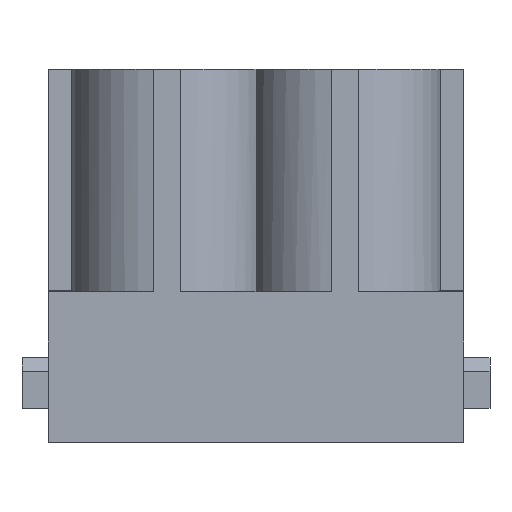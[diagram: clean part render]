
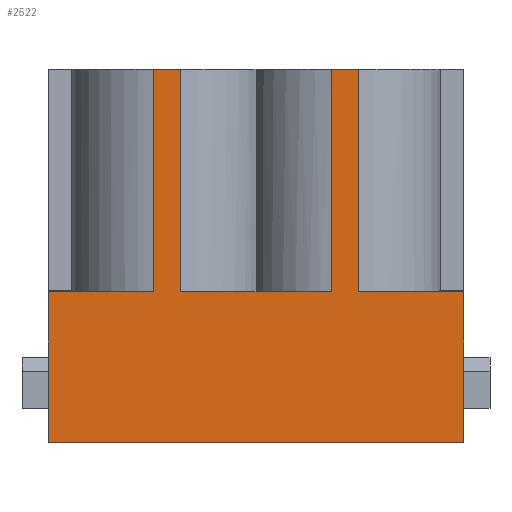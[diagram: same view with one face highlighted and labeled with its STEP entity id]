
A CAD part, left-side view. The second image highlights one B-rep face of the part: STEP entity #2522.
In plain terms, the highlighted planar face has unit normal (-1, 0, 0).
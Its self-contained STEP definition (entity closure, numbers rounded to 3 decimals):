
#491=CARTESIAN_POINT('',(0.,32.2,0.));
#492=VERTEX_POINT('',#491);
#499=CARTESIAN_POINT('',(0.,32.2,11.));
#500=VERTEX_POINT('',#499);
#501=CARTESIAN_POINT('',(0.,32.2,0.));
#502=DIRECTION('',(-0.,0.,1.));
#503=VECTOR('',#502,11.);
#504=LINE('',#501,#503);
#505=EDGE_CURVE('',#492,#500,#504,.T.);
#890=CARTESIAN_POINT('',(-0.,1.9,11.));
#891=VERTEX_POINT('',#890);
#892=CARTESIAN_POINT('',(-0.,1.9,0.));
#893=VERTEX_POINT('',#892);
#894=CARTESIAN_POINT('',(-0.,1.9,11.));
#895=DIRECTION('',(0.,0.,-1.));
#896=VECTOR('',#895,11.);
#897=LINE('',#894,#896);
#898=EDGE_CURVE('',#891,#893,#897,.T.);
#1144=CARTESIAN_POINT('',(0.,22.55,27.2));
#1145=VERTEX_POINT('',#1144);
#1154=CARTESIAN_POINT('',(0.,22.55,11.));
#1155=VERTEX_POINT('',#1154);
#1156=CARTESIAN_POINT('',(0.,22.55,11.));
#1157=DIRECTION('',(0.,0.,1.));
#1158=VECTOR('',#1157,16.2);
#1159=LINE('',#1156,#1158);
#1160=EDGE_CURVE('',#1155,#1145,#1159,.T.);
#1217=CARTESIAN_POINT('',(-0.,9.55,27.2));
#1218=VERTEX_POINT('',#1217);
#1225=CARTESIAN_POINT('',(-0.,9.55,11.));
#1226=VERTEX_POINT('',#1225);
#1227=CARTESIAN_POINT('',(-0.,9.55,11.));
#1228=DIRECTION('',(0.,0.,1.));
#1229=VECTOR('',#1228,16.2);
#1230=LINE('',#1227,#1229);
#1231=EDGE_CURVE('',#1226,#1218,#1230,.T.);
#1702=CARTESIAN_POINT('',(0.,32.2,0.));
#1703=DIRECTION('',(-0.,-1.,0.));
#1704=VECTOR('',#1703,30.3);
#1705=LINE('',#1702,#1704);
#1706=EDGE_CURVE('',#492,#893,#1705,.T.);
#2030=CARTESIAN_POINT('',(0.,24.55,11.));
#2031=VERTEX_POINT('',#2030);
#2032=CARTESIAN_POINT('',(0.,32.2,11.));
#2033=DIRECTION('',(-0.,-1.,0.));
#2034=VECTOR('',#2033,7.65);
#2035=LINE('',#2032,#2034);
#2036=EDGE_CURVE('',#500,#2031,#2035,.T.);
#2079=CARTESIAN_POINT('',(0.,11.55,11.));
#2080=VERTEX_POINT('',#2079);
#2081=CARTESIAN_POINT('',(0.,11.55,11.));
#2082=DIRECTION('',(0.,1.,0.));
#2083=VECTOR('',#2082,11.);
#2084=LINE('',#2081,#2083);
#2085=EDGE_CURVE('',#2080,#1155,#2084,.T.);
#2276=CARTESIAN_POINT('',(0.,24.55,27.2));
#2277=VERTEX_POINT('',#2276);
#2291=CARTESIAN_POINT('',(0.,24.55,27.2));
#2292=DIRECTION('',(0.,0.,-1.));
#2293=VECTOR('',#2292,16.2);
#2294=LINE('',#2291,#2293);
#2295=EDGE_CURVE('',#2277,#2031,#2294,.T.);
#2309=CARTESIAN_POINT('',(-0.,9.55,11.));
#2310=DIRECTION('',(-0.,-1.,0.));
#2311=VECTOR('',#2310,7.65);
#2312=LINE('',#2309,#2311);
#2313=EDGE_CURVE('',#1226,#891,#2312,.T.);
#2400=CARTESIAN_POINT('',(0.,24.55,27.2));
#2401=DIRECTION('',(-0.,-1.,0.));
#2402=VECTOR('',#2401,2.);
#2403=LINE('',#2400,#2402);
#2404=EDGE_CURVE('',#2277,#1145,#2403,.T.);
#2415=CARTESIAN_POINT('',(0.,11.55,27.2));
#2416=VERTEX_POINT('',#2415);
#2423=CARTESIAN_POINT('',(-0.,9.55,27.2));
#2424=DIRECTION('',(0.,1.,0.));
#2425=VECTOR('',#2424,2.);
#2426=LINE('',#2423,#2425);
#2427=EDGE_CURVE('',#1218,#2416,#2426,.T.);
#2498=CARTESIAN_POINT('',(0.,17.05,13.6));
#2499=DIRECTION('',(-1.,0.,0.));
#2500=DIRECTION('',(-0.,-1.,0.));
#2501=AXIS2_PLACEMENT_3D('',#2498,#2499,#2500);
#2502=PLANE('',#2501);
#2503=ORIENTED_EDGE('',*,*,#2427,.T.);
#2504=CARTESIAN_POINT('',(0.,11.55,27.2));
#2505=DIRECTION('',(-0.,0.,-1.));
#2506=VECTOR('',#2505,16.2);
#2507=LINE('',#2504,#2506);
#2508=EDGE_CURVE('',#2416,#2080,#2507,.T.);
#2509=ORIENTED_EDGE('',*,*,#2508,.T.);
#2510=ORIENTED_EDGE('',*,*,#2085,.T.);
#2511=ORIENTED_EDGE('',*,*,#1160,.T.);
#2512=ORIENTED_EDGE('',*,*,#2404,.F.);
#2513=ORIENTED_EDGE('',*,*,#2295,.T.);
#2514=ORIENTED_EDGE('',*,*,#2036,.F.);
#2515=ORIENTED_EDGE('',*,*,#505,.F.);
#2516=ORIENTED_EDGE('',*,*,#1706,.T.);
#2517=ORIENTED_EDGE('',*,*,#898,.F.);
#2518=ORIENTED_EDGE('',*,*,#2313,.F.);
#2519=ORIENTED_EDGE('',*,*,#1231,.T.);
#2520=EDGE_LOOP('',(#2503,#2509,#2510,#2511,#2512,#2513,#2514,#2515,#2516,#2517,#2518,#2519));
#2521=FACE_BOUND('',#2520,.T.);
#2522=ADVANCED_FACE('',(#2521),#2502,.T.);
